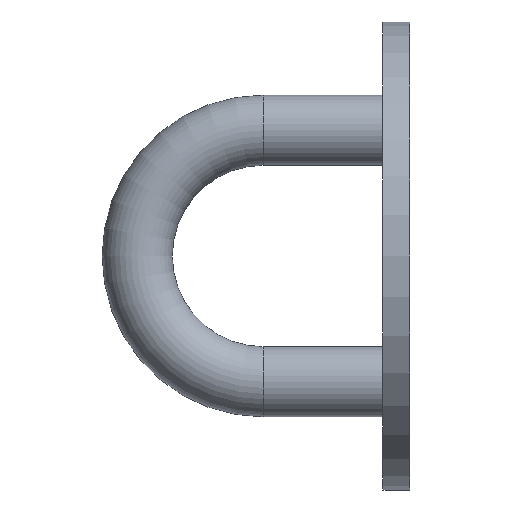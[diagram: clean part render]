
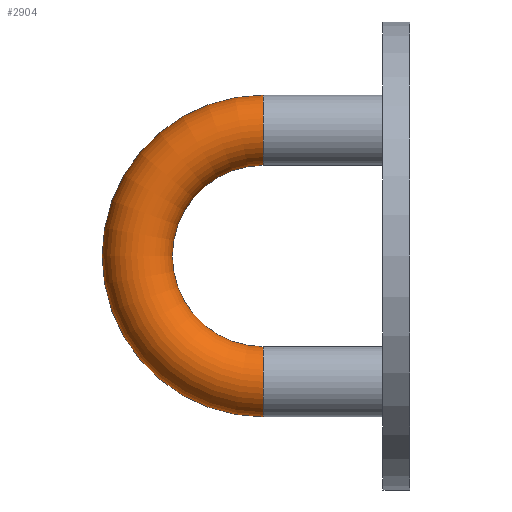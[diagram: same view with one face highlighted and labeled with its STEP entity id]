
A CAD part, left-side view. The second image highlights one B-rep face of the part: STEP entity #2904.
In plain terms, the highlighted toroidal (fillet/blend) face has major radius 10.75 mm and minor radius 3 mm.
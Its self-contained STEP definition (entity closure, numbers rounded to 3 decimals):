
#152 = DIRECTION ( 'NONE',  ( 0., 0., 1. ) ) ;
#319 = EDGE_CURVE ( 'NONE', #4097, #13288, #12461, .T. ) ;
#378 = CARTESIAN_POINT ( 'NONE',  ( 0., 12.55, 13.75 ) ) ;
#650 = CARTESIAN_POINT ( 'NONE',  ( 0., 12.55, 10.75 ) ) ;
#889 = EDGE_CURVE ( 'NONE', #4097, #3740, #9670, .T. ) ;
#1968 = ORIENTED_EDGE ( 'NONE', *, *, #319, .F. ) ;
#2904 = ADVANCED_FACE ( 'NONE', ( #4568 ), #6140, .T. ) ;
#3011 = ORIENTED_EDGE ( 'NONE', *, *, #889, .T. ) ;
#3015 = DIRECTION ( 'NONE',  ( 0., 1., 0. ) ) ;
#3225 = CARTESIAN_POINT ( 'NONE',  ( 0., 12.55, 0. ) ) ;
#3333 = CIRCLE ( 'NONE', #8444, 7.75 ) ;
#3740 = VERTEX_POINT ( 'NONE', #7665 ) ;
#4097 = VERTEX_POINT ( 'NONE', #378 ) ;
#4100 = AXIS2_PLACEMENT_3D ( 'NONE', #6100, #11773, #7226 ) ;
#4568 = FACE_OUTER_BOUND ( 'NONE', #7456, .T. ) ;
#4949 = ORIENTED_EDGE ( 'NONE', *, *, #9891, .F. ) ;
#5261 = DIRECTION ( 'NONE',  ( 0., 0., -1. ) ) ;
#5280 = DIRECTION ( 'NONE',  ( 0., 0., 1. ) ) ;
#6100 = CARTESIAN_POINT ( 'NONE',  ( 0., 12.55, 0. ) ) ;
#6140 = TOROIDAL_SURFACE ( 'NONE', #4100, 10.75, 3. ) ;
#7226 = DIRECTION ( 'NONE',  ( 0., 0., 1. ) ) ;
#7456 = EDGE_LOOP ( 'NONE', ( #1968, #3011, #9672, #4949 ) ) ;
#7473 = CARTESIAN_POINT ( 'NONE',  ( 0., 12.55, -10.75 ) ) ;
#7629 = DIRECTION ( 'NONE',  ( 0., 0., 1. ) ) ;
#7665 = CARTESIAN_POINT ( 'NONE',  ( 0., 12.55, -13.75 ) ) ;
#7873 = DIRECTION ( 'NONE',  ( -1., 0., 0. ) ) ;
#7948 = CARTESIAN_POINT ( 'NONE',  ( 0., 12.55, -7.75 ) ) ;
#8444 = AXIS2_PLACEMENT_3D ( 'NONE', #12281, #7873, #152 ) ;
#8797 = VERTEX_POINT ( 'NONE', #7948 ) ;
#9282 = CIRCLE ( 'NONE', #13964, 3. ) ;
#9670 = CIRCLE ( 'NONE', #13960, 13.75 ) ;
#9672 = ORIENTED_EDGE ( 'NONE', *, *, #11286, .T. ) ;
#9891 = EDGE_CURVE ( 'NONE', #13288, #8797, #3333, .T. ) ;
#10678 = DIRECTION ( 'NONE',  ( 0., -1., 0. ) ) ;
#10918 = AXIS2_PLACEMENT_3D ( 'NONE', #650, #10678, #5261 ) ;
#11286 = EDGE_CURVE ( 'NONE', #3740, #8797, #9282, .T. ) ;
#11773 = DIRECTION ( 'NONE',  ( -1., 0., 0. ) ) ;
#12281 = CARTESIAN_POINT ( 'NONE',  ( 0., 12.55, 0. ) ) ;
#12461 = CIRCLE ( 'NONE', #10918, 3. ) ;
#12870 = CARTESIAN_POINT ( 'NONE',  ( 0., 12.55, 7.75 ) ) ;
#13288 = VERTEX_POINT ( 'NONE', #12870 ) ;
#13960 = AXIS2_PLACEMENT_3D ( 'NONE', #3225, #14350, #7629 ) ;
#13964 = AXIS2_PLACEMENT_3D ( 'NONE', #7473, #3015, #5280 ) ;
#14350 = DIRECTION ( 'NONE',  ( -1., 0., 0. ) ) ;
